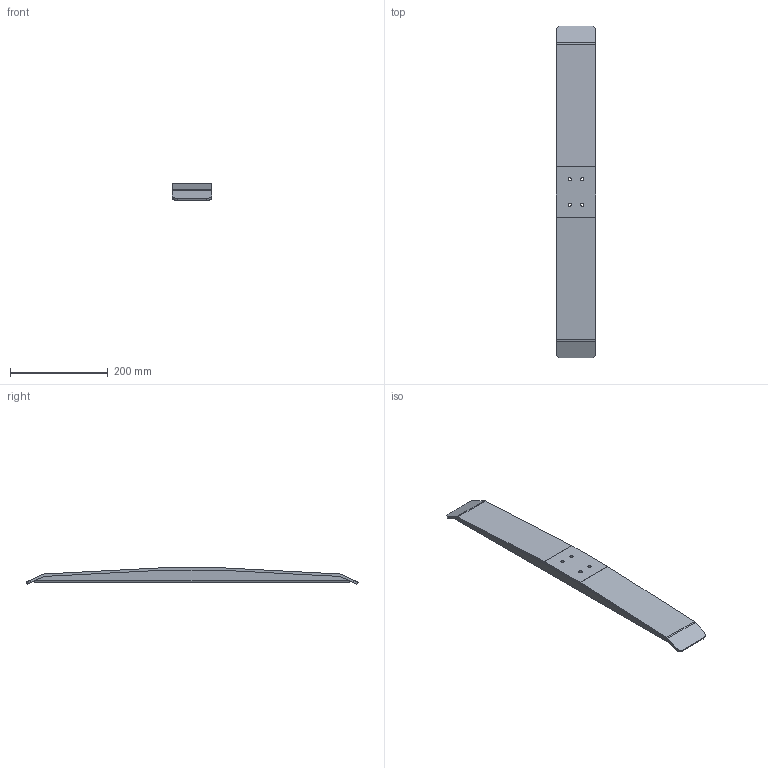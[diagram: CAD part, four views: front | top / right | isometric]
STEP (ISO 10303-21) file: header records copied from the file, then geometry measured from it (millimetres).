
FILE_DESCRIPTION((''),'2;1');
FILE_NAME('JC35TS-0933','2021-01-06T16:20:47',('sa'),('捷昌驱动'),'CREO PARAMETRIC BY PTC INC, 2018100','CREO PARAMETRIC BY PTC INC, 2018100','');
FILE_SCHEMA(('CONFIG_CONTROL_DESIGN'));
Length unit declared in the file: millimetre
Products named in the file (1): JC35TS-0933
Bounding box: 80 x 680 x 34.53 mm (x, y, z)
Volume: 454099.1 mm3; surface area: 236058.3 mm2
Topology: 1 solids, 5 shells, 369 faces, 1028 edges, 683 vertices
Faces by surface type: extrusion 187, plane 142, cylinder 40
Entity records: 12521 total; most frequent: CARTESIAN_POINT 3661, ORIENTED_EDGE 2040, DIRECTION 1278, EDGE_CURVE 1028, VECTOR 752, VERTEX_POINT 683, LINE 565, B_SPLINE_CURVE_WITH_KNOTS 564
